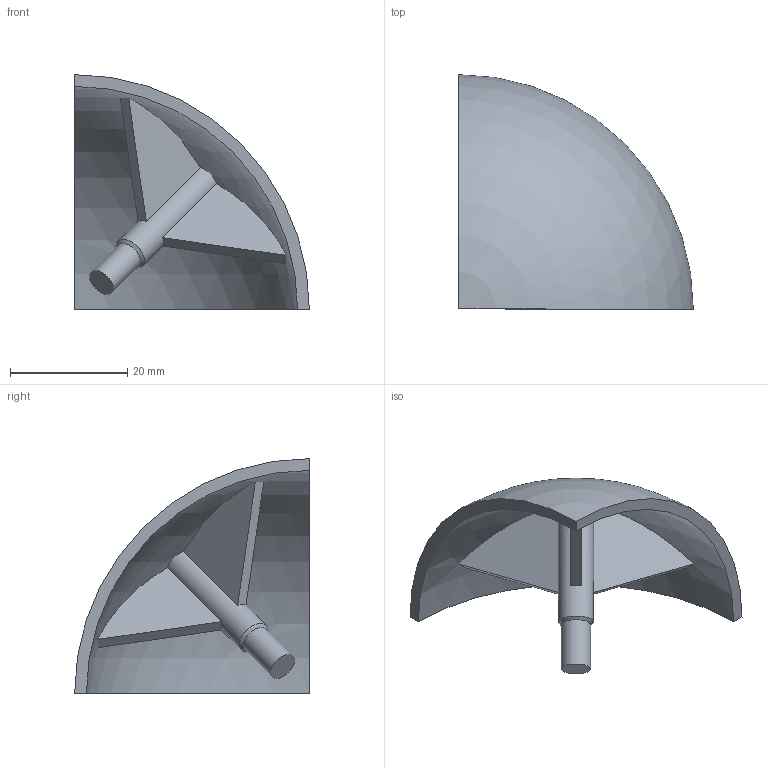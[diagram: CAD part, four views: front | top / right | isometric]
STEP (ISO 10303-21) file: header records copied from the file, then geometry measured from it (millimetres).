
FILE_DESCRIPTION((''),'2;1');
FILE_NAME('AR3499.stp','2021-06-07T13:12:02',('arma03'),(''),'Autodesk Inventor 2013','Autodesk Inventor 2013','');
FILE_SCHEMA(('AUTOMOTIVE_DESIGN { 1 0 10303 214 1 1 1 1 }'));
Length unit declared in the file: millimetre
Products named in the file (1): AR3499
Bounding box: 40 x 40 x 40 mm (x, y, z)
Volume: 6611.3 mm3; surface area: 6683.7 mm2
Topology: 1 solids, 5 shells, 35 faces, 68 edges, 36 vertices
Faces by surface type: plane 23, sphere 6, cylinder 5, cone 1
Full cylindrical faces by diameter (mm): 5 x1, 6 x1
Entity records: 874 total; most frequent: DIRECTION 164, CARTESIAN_POINT 158, ORIENTED_EDGE 122, AXIS2_PLACEMENT_3D 70, EDGE_CURVE 61, EDGE_LOOP 39, FACE_OUTER_BOUND 35, ADVANCED_FACE 35
